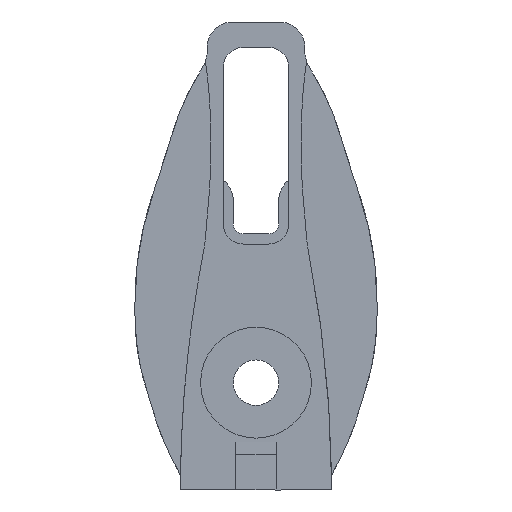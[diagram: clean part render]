
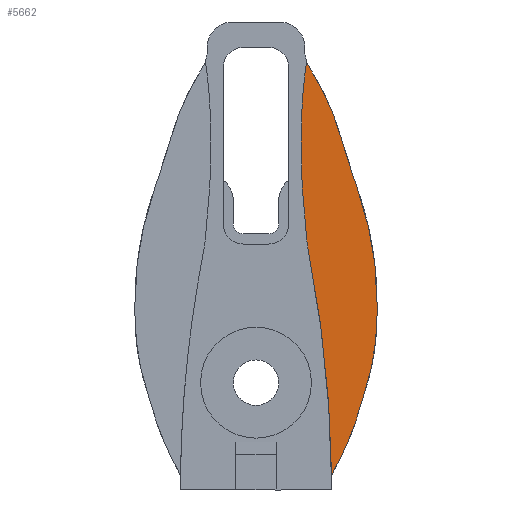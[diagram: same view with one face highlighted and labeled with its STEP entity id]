
A CAD part, left-side view. The second image highlights one B-rep face of the part: STEP entity #5662.
In plain terms, the highlighted planar face has unit normal (-1, 0, 0).
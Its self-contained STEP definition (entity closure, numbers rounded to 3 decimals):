
#60=PLANE('',#6037);
#322=FACE_OUTER_BOUND('',#628,.T.);
#628=EDGE_LOOP('',(#4372,#4373,#4374,#4375,#4376,#4377,#4378,#4379,#4380,
#4381,#4382,#4383,#4384,#4385,#4386,#4387,#4388,#4389));
#776=CIRCLE('',#6038,55.);
#777=CIRCLE('',#6039,49.5);
#778=CIRCLE('',#6040,48.5);
#779=CIRCLE('',#6041,67.5);
#780=CIRCLE('',#6042,224.5);
#781=CIRCLE('',#6043,55.);
#782=CIRCLE('',#6044,100.);
#783=CIRCLE('',#6045,1.);
#784=CIRCLE('',#6046,100.);
#785=CIRCLE('',#6047,100.);
#786=CIRCLE('',#6048,7645.5);
#787=CIRCLE('',#6049,20.);
#788=CIRCLE('',#6050,250.);
#1473=LINE('',#14188,#1837);
#1474=LINE('',#14196,#1838);
#1475=LINE('',#14202,#1839);
#1476=LINE('',#14206,#1840);
#1477=LINE('',#14215,#1841);
#1837=VECTOR('',#6999,10.);
#1838=VECTOR('',#7006,10.);
#1839=VECTOR('',#7011,10.);
#1840=VECTOR('',#7014,10.);
#1841=VECTOR('',#7023,10.);
#2442=VERTEX_POINT('',#14180);
#2443=VERTEX_POINT('',#14181);
#2444=VERTEX_POINT('',#14183);
#2445=VERTEX_POINT('',#14185);
#2446=VERTEX_POINT('',#14187);
#2447=VERTEX_POINT('',#14189);
#2448=VERTEX_POINT('',#14191);
#2449=VERTEX_POINT('',#14193);
#2450=VERTEX_POINT('',#14195);
#2451=VERTEX_POINT('',#14197);
#2452=VERTEX_POINT('',#14199);
#2453=VERTEX_POINT('',#14201);
#2454=VERTEX_POINT('',#14203);
#2455=VERTEX_POINT('',#14205);
#2456=VERTEX_POINT('',#14207);
#2457=VERTEX_POINT('',#14209);
#2458=VERTEX_POINT('',#14211);
#2459=VERTEX_POINT('',#14213);
#3232=EDGE_CURVE('',#2442,#2443,#776,.T.);
#3233=EDGE_CURVE('',#2444,#2442,#777,.T.);
#3234=EDGE_CURVE('',#2444,#2445,#778,.T.);
#3235=EDGE_CURVE('',#2445,#2446,#1473,.T.);
#3236=EDGE_CURVE('',#2446,#2447,#779,.T.);
#3237=EDGE_CURVE('',#2448,#2447,#780,.T.);
#3238=EDGE_CURVE('',#2449,#2448,#781,.T.);
#3239=EDGE_CURVE('',#2450,#2449,#1474,.T.);
#3240=EDGE_CURVE('',#2451,#2450,#782,.T.);
#3241=EDGE_CURVE('',#2452,#2451,#783,.T.);
#3242=EDGE_CURVE('',#2453,#2452,#1475,.T.);
#3243=EDGE_CURVE('',#2454,#2453,#784,.T.);
#3244=EDGE_CURVE('',#2455,#2454,#1476,.T.);
#3245=EDGE_CURVE('',#2456,#2455,#785,.T.);
#3246=EDGE_CURVE('',#2457,#2456,#786,.T.);
#3247=EDGE_CURVE('',#2458,#2457,#787,.T.);
#3248=EDGE_CURVE('',#2459,#2458,#788,.T.);
#3249=EDGE_CURVE('',#2459,#2443,#1477,.T.);
#4372=ORIENTED_EDGE('',*,*,#3232,.F.);
#4373=ORIENTED_EDGE('',*,*,#3233,.F.);
#4374=ORIENTED_EDGE('',*,*,#3234,.T.);
#4375=ORIENTED_EDGE('',*,*,#3235,.T.);
#4376=ORIENTED_EDGE('',*,*,#3236,.T.);
#4377=ORIENTED_EDGE('',*,*,#3237,.F.);
#4378=ORIENTED_EDGE('',*,*,#3238,.F.);
#4379=ORIENTED_EDGE('',*,*,#3239,.F.);
#4380=ORIENTED_EDGE('',*,*,#3240,.F.);
#4381=ORIENTED_EDGE('',*,*,#3241,.F.);
#4382=ORIENTED_EDGE('',*,*,#3242,.F.);
#4383=ORIENTED_EDGE('',*,*,#3243,.F.);
#4384=ORIENTED_EDGE('',*,*,#3244,.F.);
#4385=ORIENTED_EDGE('',*,*,#3245,.F.);
#4386=ORIENTED_EDGE('',*,*,#3246,.F.);
#4387=ORIENTED_EDGE('',*,*,#3247,.F.);
#4388=ORIENTED_EDGE('',*,*,#3248,.F.);
#4389=ORIENTED_EDGE('',*,*,#3249,.T.);
#5662=ADVANCED_FACE('',(#322),#60,.T.);
#6037=AXIS2_PLACEMENT_3D('',#14179,#6991,#6992);
#6038=AXIS2_PLACEMENT_3D('',#14182,#6993,#6994);
#6039=AXIS2_PLACEMENT_3D('',#14184,#6995,#6996);
#6040=AXIS2_PLACEMENT_3D('',#14186,#6997,#6998);
#6041=AXIS2_PLACEMENT_3D('',#14190,#7000,#7001);
#6042=AXIS2_PLACEMENT_3D('',#14192,#7002,#7003);
#6043=AXIS2_PLACEMENT_3D('',#14194,#7004,#7005);
#6044=AXIS2_PLACEMENT_3D('',#14198,#7007,#7008);
#6045=AXIS2_PLACEMENT_3D('',#14200,#7009,#7010);
#6046=AXIS2_PLACEMENT_3D('',#14204,#7012,#7013);
#6047=AXIS2_PLACEMENT_3D('',#14208,#7015,#7016);
#6048=AXIS2_PLACEMENT_3D('',#14210,#7017,#7018);
#6049=AXIS2_PLACEMENT_3D('',#14212,#7019,#7020);
#6050=AXIS2_PLACEMENT_3D('',#14214,#7021,#7022);
#6991=DIRECTION('center_axis',(-1.,0.,0.));
#6992=DIRECTION('ref_axis',(0.,-1.,0.));
#6993=DIRECTION('center_axis',(1.,0.,0.));
#6994=DIRECTION('ref_axis',(0.,-0.932,-0.362));
#6995=DIRECTION('center_axis',(-1.,0.,0.));
#6996=DIRECTION('ref_axis',(0.,0.949,0.316));
#6997=DIRECTION('center_axis',(-1.,0.,0.));
#6998=DIRECTION('ref_axis',(0.,-0.949,-0.316));
#6999=DIRECTION('',(0.,0.,1.));
#7000=DIRECTION('center_axis',(-1.,0.,0.));
#7001=DIRECTION('ref_axis',(0.,-1.,0.));
#7002=DIRECTION('center_axis',(-1.,0.,0.));
#7003=DIRECTION('ref_axis',(0.,0.989,-0.146));
#7004=DIRECTION('center_axis',(1.,0.,0.));
#7005=DIRECTION('ref_axis',(0.,-0.911,0.412));
#7006=DIRECTION('',(0.,-0.535,-0.845));
#7007=DIRECTION('center_axis',(1.,0.,0.));
#7008=DIRECTION('ref_axis',(0.,0.99,0.141));
#7009=DIRECTION('center_axis',(1.,0.,0.));
#7010=DIRECTION('ref_axis',(0.,-0.997,-0.082));
#7011=DIRECTION('',(0.,-0.082,0.997));
#7012=DIRECTION('center_axis',(1.,0.,0.));
#7013=DIRECTION('ref_axis',(0.,0.99,0.141));
#7014=DIRECTION('',(0.,0.,1.));
#7015=DIRECTION('center_axis',(1.,0.,0.));
#7016=DIRECTION('ref_axis',(0.,0.99,-0.141));
#7017=DIRECTION('center_axis',(-1.,0.,0.));
#7018=DIRECTION('ref_axis',(0.,0.996,-0.086));
#7019=DIRECTION('center_axis',(1.,0.,0.));
#7020=DIRECTION('ref_axis',(0.,0.923,-0.384));
#7021=DIRECTION('center_axis',(-1.,0.,0.));
#7022=DIRECTION('ref_axis',(0.,-0.981,0.192));
#7023=DIRECTION('',(0.,-0.457,0.889));
#14179=CARTESIAN_POINT('Origin',(-43.933,114.845,39.621));
#14180=CARTESIAN_POINT('',(-43.933,109.253,15.437));
#14181=CARTESIAN_POINT('',(-43.933,113.395,4.787));
#14182=CARTESIAN_POINT('Origin',(-43.933,162.307,29.938));
#14183=CARTESIAN_POINT('',(-43.933,108.468,18.028));
#14184=CARTESIAN_POINT('Origin',(-43.933,61.505,2.386));
#14185=CARTESIAN_POINT('',(-43.933,105.983,33.354));
#14186=CARTESIAN_POINT('Origin',(-43.933,154.483,33.354));
#14187=CARTESIAN_POINT('',(-43.933,105.983,35.873));
#14188=CARTESIAN_POINT('',(-43.933,105.983,33.354));
#14189=CARTESIAN_POINT('',(-43.933,109.715,58.006));
#14190=CARTESIAN_POINT('Origin',(-43.933,173.483,35.873));
#14191=CARTESIAN_POINT('',(-43.933,113.119,68.664));
#14192=CARTESIAN_POINT('Origin',(-43.933,-102.373,131.619));
#14193=CARTESIAN_POINT('',(-43.933,119.433,82.646));
#14194=CARTESIAN_POINT('Origin',(-43.933,165.912,53.241));
#14195=CARTESIAN_POINT('',(-43.933,119.983,83.516));
#14196=CARTESIAN_POINT('',(-43.933,119.983,83.516));
#14197=CARTESIAN_POINT('',(-43.933,120.562,78.577));
#14198=CARTESIAN_POINT('Origin',(-43.933,20.983,69.409));
#14199=CARTESIAN_POINT('',(-43.933,120.567,78.578));
#14200=CARTESIAN_POINT('Origin',(-43.933,120.649,77.581));
#14201=CARTESIAN_POINT('',(-43.933,120.649,77.581));
#14202=CARTESIAN_POINT('',(-43.933,122.175,58.964));
#14203=CARTESIAN_POINT('',(-43.933,120.983,69.409));
#14204=CARTESIAN_POINT('Origin',(-43.933,20.983,69.409));
#14205=CARTESIAN_POINT('',(-43.933,120.983,65.05));
#14206=CARTESIAN_POINT('',(-43.933,120.983,54.515));
#14207=CARTESIAN_POINT('',(-43.933,120.605,56.358));
#14208=CARTESIAN_POINT('Origin',(-43.933,20.983,65.05));
#14209=CARTESIAN_POINT('',(-43.933,119.908,48.323));
#14210=CARTESIAN_POINT('Origin',(-43.933,7737.169,-608.182));
#14211=CARTESIAN_POINT('',(-43.933,119.611,46.208));
#14212=CARTESIAN_POINT('Origin',(-43.933,99.982,50.04));
#14213=CARTESIAN_POINT('',(-43.933,115.,1.665));
#14214=CARTESIAN_POINT('Origin',(-43.933,364.977,-1.703));
#14215=CARTESIAN_POINT('',(-43.933,115.,1.665));
